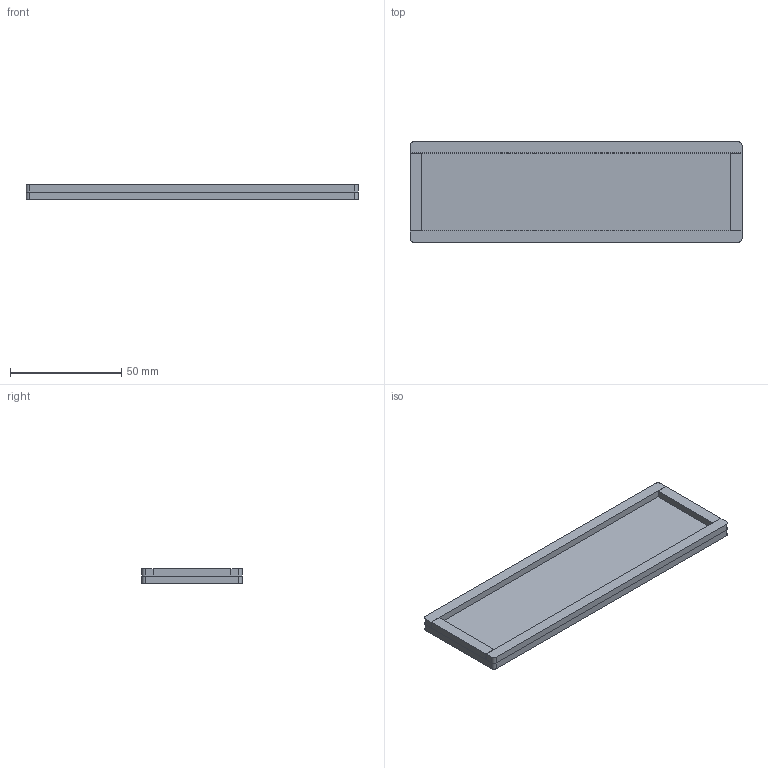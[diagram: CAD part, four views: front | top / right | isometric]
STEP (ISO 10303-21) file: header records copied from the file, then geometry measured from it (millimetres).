
FILE_DESCRIPTION((''),'2;1');
FILE_NAME('215069_ASM','2019-11-19T10:01:35',('pdmadmin'),('BANNER ENGINEERING'),'CREO PARAMETRIC BY PTC INC, 2018300','CREO PARAMETRIC BY PTC INC, 2018300','');
FILE_SCHEMA(('CONFIG_CONTROL_DESIGN'));
Length unit declared in the file: millimetre
Products named in the file (4): 61954; 61954_TAPE; 61954_ASM; 215069_ASM
Assembly tree (3 placements, depth 3):
  215069_ASM
    61954_ASM
      61954
      61954_TAPE
Bounding box: 149 x 45 x 6.35 mm (x, y, z)
Volume: 27108.6 mm3; surface area: 20751.8 mm2
Topology: 5 solids, 5 shells, 38 faces, 84 edges, 56 vertices
Faces by surface type: plane 30, cylinder 8
Entity records: 1156 total; most frequent: DIRECTION 194, CARTESIAN_POINT 187, ORIENTED_EDGE 168, EDGE_CURVE 84, VECTOR 68, LINE 68, AXIS2_PLACEMENT_3D 63, VERTEX_POINT 56
